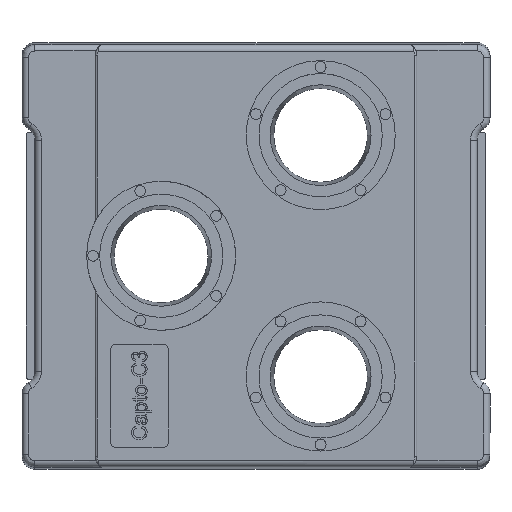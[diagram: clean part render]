
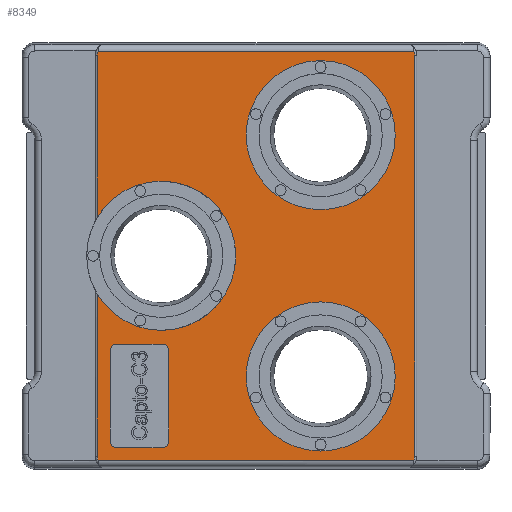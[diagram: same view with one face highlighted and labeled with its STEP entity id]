
A CAD part, top view. The second image highlights one B-rep face of the part: STEP entity #8349.
In plain terms, the highlighted planar face has unit normal (0, 0, 1).
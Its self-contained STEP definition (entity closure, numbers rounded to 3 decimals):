
#161=CIRCLE('',#8669,1.5);
#162=CIRCLE('',#8672,1.5);
#163=CIRCLE('',#8675,1.5);
#164=CIRCLE('',#8678,1.5);
#167=CIRCLE('',#8683,2.5);
#170=CIRCLE('',#8688,2.5);
#173=CIRCLE('',#8693,2.5);
#176=CIRCLE('',#8698,2.5);
#275=CIRCLE('',#8896,17.3);
#276=CIRCLE('',#8897,17.3);
#280=CIRCLE('',#8904,17.3);
#284=CIRCLE('',#8911,17.3);
#424=FACE_BOUND('',#1443,.T.);
#425=FACE_BOUND('',#1444,.T.);
#426=FACE_BOUND('',#1445,.T.);
#514=PLANE('',#8913);
#932=FACE_OUTER_BOUND('',#1442,.T.);
#1442=EDGE_LOOP('',(#6692,#6693,#6694,#6695,#6696,#6697,#6698,#6699,#6700,
#6701,#6702));
#1443=EDGE_LOOP('',(#6703,#6704,#6705,#6706,#6707,#6708,#6709,#6710));
#1444=EDGE_LOOP('',(#6711));
#1445=EDGE_LOOP('',(#6712));
#1867=LINE('',#12955,#2699);
#1870=LINE('',#12963,#2702);
#1873=LINE('',#12971,#2705);
#1876=LINE('',#12979,#2708);
#1879=LINE('',#13021,#2711);
#1881=LINE('',#13050,#2713);
#1883=LINE('',#13081,#2715);
#1885=LINE('',#13109,#2717);
#1887=LINE('',#13134,#2719);
#2699=VECTOR('',#9534,10.);
#2702=VECTOR('',#9543,10.);
#2705=VECTOR('',#9552,10.);
#2708=VECTOR('',#9561,10.);
#2711=VECTOR('',#9582,10.);
#2713=VECTOR('',#9592,10.);
#2715=VECTOR('',#9606,10.);
#2717=VECTOR('',#9616,10.);
#2719=VECTOR('',#9620,10.);
#3734=VERTEX_POINT('',#12952);
#3735=VERTEX_POINT('',#12954);
#3736=VERTEX_POINT('',#12958);
#3737=VERTEX_POINT('',#12962);
#3738=VERTEX_POINT('',#12966);
#3739=VERTEX_POINT('',#12970);
#3740=VERTEX_POINT('',#12974);
#3741=VERTEX_POINT('',#12978);
#3742=VERTEX_POINT('',#12985);
#3745=VERTEX_POINT('',#12990);
#3746=VERTEX_POINT('',#13003);
#3749=VERTEX_POINT('',#13008);
#3751=VERTEX_POINT('',#13025);
#3754=VERTEX_POINT('',#13049);
#3756=VERTEX_POINT('',#13071);
#3758=VERTEX_POINT('',#13077);
#3761=VERTEX_POINT('',#13085);
#3764=VERTEX_POINT('',#13119);
#3932=VERTEX_POINT('',#13803);
#3936=VERTEX_POINT('',#13817);
#3940=VERTEX_POINT('',#13830);
#4637=EDGE_CURVE('',#3735,#3734,#1867,.T.);
#4639=EDGE_CURVE('',#3736,#3735,#161,.T.);
#4641=EDGE_CURVE('',#3737,#3736,#1870,.T.);
#4643=EDGE_CURVE('',#3738,#3737,#162,.T.);
#4645=EDGE_CURVE('',#3739,#3738,#1873,.T.);
#4647=EDGE_CURVE('',#3740,#3739,#163,.T.);
#4649=EDGE_CURVE('',#3741,#3740,#1876,.T.);
#4651=EDGE_CURVE('',#3734,#3741,#164,.T.);
#4655=EDGE_CURVE('',#3745,#3742,#167,.T.);
#4659=EDGE_CURVE('',#3749,#3746,#1879,.T.);
#4661=EDGE_CURVE('',#3746,#3751,#170,.T.);
#4665=EDGE_CURVE('',#3751,#3754,#1881,.T.);
#4670=EDGE_CURVE('',#3754,#3756,#173,.T.);
#4673=EDGE_CURVE('',#3756,#3758,#1883,.T.);
#4675=EDGE_CURVE('',#3758,#3761,#176,.T.);
#4679=EDGE_CURVE('',#3761,#3745,#1885,.T.);
#4683=EDGE_CURVE('',#3742,#3764,#1887,.T.);
#4926=EDGE_CURVE('',#3749,#3932,#275,.T.);
#4927=EDGE_CURVE('',#3932,#3764,#276,.T.);
#4933=EDGE_CURVE('',#3936,#3936,#280,.T.);
#4939=EDGE_CURVE('',#3940,#3940,#284,.T.);
#6692=ORIENTED_EDGE('',*,*,#4659,.F.);
#6693=ORIENTED_EDGE('',*,*,#4926,.T.);
#6694=ORIENTED_EDGE('',*,*,#4927,.T.);
#6695=ORIENTED_EDGE('',*,*,#4683,.F.);
#6696=ORIENTED_EDGE('',*,*,#4655,.F.);
#6697=ORIENTED_EDGE('',*,*,#4679,.F.);
#6698=ORIENTED_EDGE('',*,*,#4675,.F.);
#6699=ORIENTED_EDGE('',*,*,#4673,.F.);
#6700=ORIENTED_EDGE('',*,*,#4670,.F.);
#6701=ORIENTED_EDGE('',*,*,#4665,.F.);
#6702=ORIENTED_EDGE('',*,*,#4661,.F.);
#6703=ORIENTED_EDGE('',*,*,#4637,.T.);
#6704=ORIENTED_EDGE('',*,*,#4651,.T.);
#6705=ORIENTED_EDGE('',*,*,#4649,.T.);
#6706=ORIENTED_EDGE('',*,*,#4647,.T.);
#6707=ORIENTED_EDGE('',*,*,#4645,.T.);
#6708=ORIENTED_EDGE('',*,*,#4643,.T.);
#6709=ORIENTED_EDGE('',*,*,#4641,.T.);
#6710=ORIENTED_EDGE('',*,*,#4639,.T.);
#6711=ORIENTED_EDGE('',*,*,#4933,.T.);
#6712=ORIENTED_EDGE('',*,*,#4939,.T.);
#8349=ADVANCED_FACE('',(#932,#424,#425,#426),#514,.T.);
#8669=AXIS2_PLACEMENT_3D('',#12959,#9538,#9539);
#8672=AXIS2_PLACEMENT_3D('',#12967,#9547,#9548);
#8675=AXIS2_PLACEMENT_3D('',#12975,#9556,#9557);
#8678=AXIS2_PLACEMENT_3D('',#12982,#9565,#9566);
#8683=AXIS2_PLACEMENT_3D('',#13001,#9575,#9576);
#8688=AXIS2_PLACEMENT_3D('',#13026,#9587,#9588);
#8693=AXIS2_PLACEMENT_3D('',#13075,#9599,#9600);
#8698=AXIS2_PLACEMENT_3D('',#13086,#9611,#9612);
#8896=AXIS2_PLACEMENT_3D('',#13805,#10135,#10136);
#8897=AXIS2_PLACEMENT_3D('',#13806,#10137,#10138);
#8904=AXIS2_PLACEMENT_3D('',#13819,#10153,#10154);
#8911=AXIS2_PLACEMENT_3D('',#13832,#10169,#10170);
#8913=AXIS2_PLACEMENT_3D('',#13834,#10173,#10174);
#9534=DIRECTION('',(0.,1.,0.));
#9538=DIRECTION('center_axis',(0.,0.,-1.));
#9539=DIRECTION('ref_axis',(1.,0.,0.));
#9543=DIRECTION('',(-1.,0.,0.));
#9547=DIRECTION('center_axis',(0.,0.,-1.));
#9548=DIRECTION('ref_axis',(0.,1.,0.));
#9552=DIRECTION('',(0.,-1.,0.));
#9556=DIRECTION('center_axis',(0.,0.,-1.));
#9557=DIRECTION('ref_axis',(-1.,0.,0.));
#9561=DIRECTION('',(1.,0.,0.));
#9565=DIRECTION('center_axis',(0.,0.,-1.));
#9566=DIRECTION('ref_axis',(0.,-1.,0.));
#9575=DIRECTION('center_axis',(0.,0.,-1.));
#9576=DIRECTION('ref_axis',(-0.889,-0.458,0.));
#9582=DIRECTION('',(0.,1.,0.));
#9587=DIRECTION('center_axis',(0.,0.,-1.));
#9588=DIRECTION('ref_axis',(-0.889,0.458,0.));
#9592=DIRECTION('',(1.,0.,0.));
#9599=DIRECTION('center_axis',(0.,0.,-1.));
#9600=DIRECTION('ref_axis',(0.889,0.458,0.));
#9606=DIRECTION('',(0.,-1.,0.));
#9611=DIRECTION('center_axis',(0.,0.,-1.));
#9612=DIRECTION('ref_axis',(0.889,-0.458,0.));
#9616=DIRECTION('',(-1.,0.,0.));
#9620=DIRECTION('',(0.,1.,0.));
#10135=DIRECTION('center_axis',(0.,0.,-1.));
#10136=DIRECTION('ref_axis',(-1.,0.,0.));
#10137=DIRECTION('center_axis',(0.,0.,-1.));
#10138=DIRECTION('ref_axis',(-1.,0.,0.));
#10153=DIRECTION('center_axis',(0.,0.,-1.));
#10154=DIRECTION('ref_axis',(-1.,0.,0.));
#10169=DIRECTION('center_axis',(0.,0.,-1.));
#10170=DIRECTION('ref_axis',(-1.,0.,0.));
#10173=DIRECTION('center_axis',(0.,0.,1.));
#10174=DIRECTION('ref_axis',(1.,0.,0.));
#12952=CARTESIAN_POINT('',(-33.8,-21.993,3.5));
#12954=CARTESIAN_POINT('',(-33.8,-42.993,3.5));
#12955=CARTESIAN_POINT('',(-33.8,-10.996,3.5));
#12958=CARTESIAN_POINT('',(-32.3,-44.493,3.5));
#12959=CARTESIAN_POINT('Origin',(-32.3,-42.993,3.5));
#12962=CARTESIAN_POINT('',(-21.8,-44.493,3.5));
#12963=CARTESIAN_POINT('',(-25.383,-44.493,3.5));
#12966=CARTESIAN_POINT('',(-20.3,-42.993,3.5));
#12967=CARTESIAN_POINT('Origin',(-21.8,-42.993,3.5));
#12970=CARTESIAN_POINT('',(-20.3,-21.993,3.5));
#12971=CARTESIAN_POINT('',(-20.3,-21.496,3.5));
#12974=CARTESIAN_POINT('',(-21.8,-20.493,3.5));
#12975=CARTESIAN_POINT('Origin',(-21.8,-21.993,3.5));
#12978=CARTESIAN_POINT('',(-32.3,-20.493,3.5));
#12979=CARTESIAN_POINT('',(-20.133,-20.493,3.5));
#12982=CARTESIAN_POINT('Origin',(-32.3,-21.993,3.5));
#12985=CARTESIAN_POINT('',(-36.8,-46.5,3.5));
#12990=CARTESIAN_POINT('',(-36.594,-47.493,3.5));
#13001=CARTESIAN_POINT('Origin',(-34.3,-46.5,3.5));
#13003=CARTESIAN_POINT('',(-36.8,46.5,3.5));
#13008=CARTESIAN_POINT('',(-36.8,8.958,3.5));
#13021=CARTESIAN_POINT('',(-36.8,-23.25,3.5));
#13025=CARTESIAN_POINT('',(-36.594,47.493,3.5));
#13026=CARTESIAN_POINT('Origin',(-34.3,46.5,3.5));
#13049=CARTESIAN_POINT('',(36.594,47.493,3.5));
#13050=CARTESIAN_POINT('',(-36.383,47.493,3.5));
#13071=CARTESIAN_POINT('',(36.8,46.5,3.5));
#13075=CARTESIAN_POINT('Origin',(34.3,46.5,3.5));
#13077=CARTESIAN_POINT('',(36.8,-46.5,3.5));
#13081=CARTESIAN_POINT('',(36.8,-23.25,3.5));
#13085=CARTESIAN_POINT('',(36.594,-47.493,3.5));
#13086=CARTESIAN_POINT('Origin',(34.3,-46.5,3.5));
#13109=CARTESIAN_POINT('',(-36.383,-47.493,3.5));
#13119=CARTESIAN_POINT('',(-36.8,-8.958,3.5));
#13134=CARTESIAN_POINT('',(-36.8,-23.25,3.5));
#13803=CARTESIAN_POINT('',(-4.7,0.,3.5));
#13805=CARTESIAN_POINT('Origin',(-22.,0.,3.5));
#13806=CARTESIAN_POINT('Origin',(-22.,0.,3.5));
#13817=CARTESIAN_POINT('',(32.3,28.,3.5));
#13819=CARTESIAN_POINT('Origin',(15.,28.,3.5));
#13830=CARTESIAN_POINT('',(32.3,-28.,3.5));
#13832=CARTESIAN_POINT('Origin',(15.,-28.,3.5));
#13834=CARTESIAN_POINT('Origin',(-18.466,0.,
3.5));
